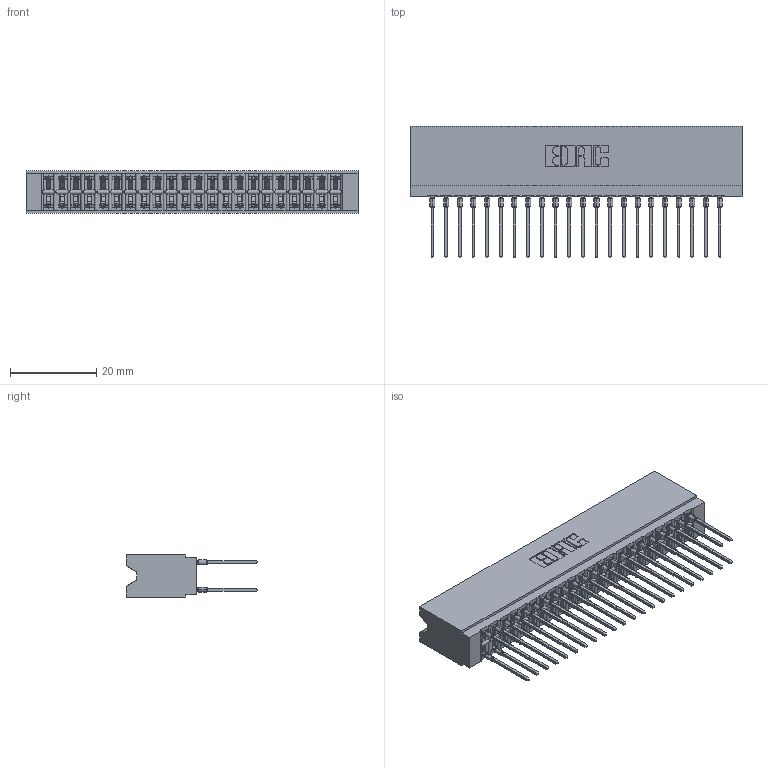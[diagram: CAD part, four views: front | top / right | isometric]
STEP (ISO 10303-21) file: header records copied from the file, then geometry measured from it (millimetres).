
FILE_DESCRIPTION (( 'STEP AP203' ), '1' );
FILE_NAME ('746-044-540-206.STEP', '2020-09-16T21:29:11', ( '' ), ( '' ), 'SwSTEP 2.0', 'SolidWorks 2020', '' );
FILE_SCHEMA (( 'CONFIG_CONTROL_DESIGN' ));
Length unit declared in the file: inch
Products named in the file (3): 746-292-001_540; 746 Part_.515 Slot Depth - 06; 746-044-540-206
Assembly tree (45 placements, depth 2):
  746-044-540-206
    746 Part_.515 Slot Depth - 06
    746-292-001_540  x44
Bounding box: 77.09 x 30.59 x 9.91 mm (x, y, z)
Volume: 8504.4 mm3; surface area: 13886.3 mm2
Topology: 45 solids, 45 shells, 4036 faces, 11089 edges, 7061 vertices
Faces by surface type: plane 2080, bspline 880, cylinder 812, torus 264
Entity records: 36795 total; most frequent: CARTESIAN_POINT 7488, ORIENTED_EDGE 6268, DIRECTION 5268, EDGE_CURVE 3134, VECTOR 2730, LINE 2730, VERTEX_POINT 2073, AXIS2_PLACEMENT_3D 1269
